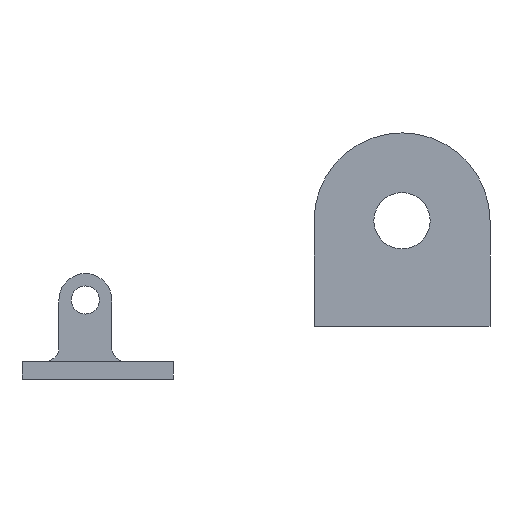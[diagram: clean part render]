
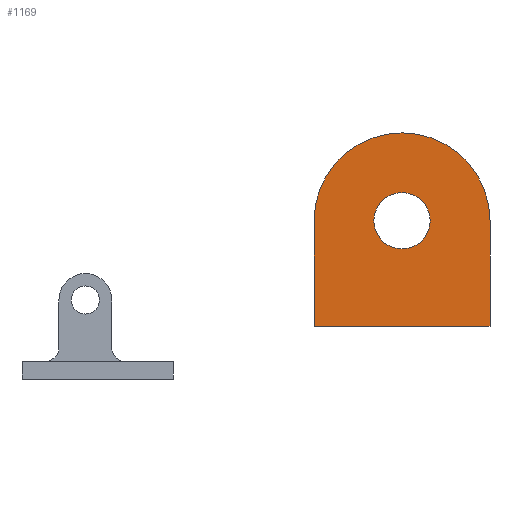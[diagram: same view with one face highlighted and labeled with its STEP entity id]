
A CAD part, left-side view. The second image highlights one B-rep face of the part: STEP entity #1169.
In plain terms, the highlighted planar face has unit normal (-1, 0, 0).
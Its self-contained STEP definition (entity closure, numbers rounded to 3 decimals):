
#45 = CARTESIAN_POINT ( 'NONE',  ( 1865., -1600., 250. ) ) ;
#61 = ORIENTED_EDGE ( 'NONE', *, *, #773, .T. ) ;
#121 = AXIS2_PLACEMENT_3D ( 'NONE', #636, #645, #1181 ) ;
#129 = EDGE_CURVE ( 'NONE', #543, #356, #286, .T. ) ;
#144 = CARTESIAN_POINT ( 'NONE',  ( 1865., -1600., 330. ) ) ;
#197 = FACE_OUTER_BOUND ( 'NONE', #1261, .T. ) ;
#200 = DIRECTION ( 'NONE',  ( 0., 0., -1. ) ) ;
#209 = CARTESIAN_POINT ( 'NONE',  ( 1865., -1850., -50. ) ) ;
#245 = VERTEX_POINT ( 'NONE', #1249 ) ;
#286 = CIRCLE ( 'NONE', #1287, 250. ) ;
#294 = CARTESIAN_POINT ( 'NONE',  ( 1865., -1200., -50. ) ) ;
#295 = VERTEX_POINT ( 'NONE', #144 ) ;
#346 = LINE ( 'NONE', #1428, #1210 ) ;
#356 = VERTEX_POINT ( 'NONE', #1511 ) ;
#375 = CARTESIAN_POINT ( 'NONE',  ( 1865., -1600., 250. ) ) ;
#467 = DIRECTION ( 'NONE',  ( -1., 0., 0. ) ) ;
#488 = VECTOR ( 'NONE', #1224, 1000. ) ;
#543 = VERTEX_POINT ( 'NONE', #1607 ) ;
#575 = FACE_BOUND ( 'NONE', #1160, .T. ) ;
#636 = CARTESIAN_POINT ( 'NONE',  ( 1865., -1600., 250. ) ) ;
#645 = DIRECTION ( 'NONE',  ( 1., 0., 0. ) ) ;
#685 = CARTESIAN_POINT ( 'NONE',  ( 1865., -1350., 250. ) ) ;
#714 = DIRECTION ( 'NONE',  ( 0., 0., -1. ) ) ;
#773 = EDGE_CURVE ( 'NONE', #295, #1165, #1500, .T. ) ;
#780 = AXIS2_PLACEMENT_3D ( 'NONE', #1419, #1562, #714 ) ;
#807 = VERTEX_POINT ( 'NONE', #209 ) ;
#815 = LINE ( 'NONE', #294, #1250 ) ;
#836 = DIRECTION ( 'NONE',  ( 0., -1., 0. ) ) ;
#865 = EDGE_CURVE ( 'NONE', #543, #807, #346, .T. ) ;
#866 = CARTESIAN_POINT ( 'NONE',  ( 1865., -1600., 170. ) ) ;
#979 = LINE ( 'NONE', #685, #488 ) ;
#1012 = DIRECTION ( 'NONE',  ( 0., -1., 0. ) ) ;
#1041 = ORIENTED_EDGE ( 'NONE', *, *, #865, .F. ) ;
#1105 = EDGE_CURVE ( 'NONE', #356, #245, #979, .T. ) ;
#1107 = ORIENTED_EDGE ( 'NONE', *, *, #1105, .T. ) ;
#1112 = AXIS2_PLACEMENT_3D ( 'NONE', #45, #467, #1012 ) ;
#1160 = EDGE_LOOP ( 'NONE', ( #1449, #61 ) ) ;
#1165 = VERTEX_POINT ( 'NONE', #866 ) ;
#1169 = ADVANCED_FACE ( 'NONE', ( #197, #575 ), #1544, .T. ) ;
#1181 = DIRECTION ( 'NONE',  ( 0., 0., -1. ) ) ;
#1192 = DIRECTION ( 'NONE',  ( -1., 0., 0. ) ) ;
#1210 = VECTOR ( 'NONE', #200, 1000. ) ;
#1224 = DIRECTION ( 'NONE',  ( 0., 0., -1. ) ) ;
#1226 = CIRCLE ( 'NONE', #121, 80. ) ;
#1249 = CARTESIAN_POINT ( 'NONE',  ( 1865., -1350., -50. ) ) ;
#1250 = VECTOR ( 'NONE', #836, 1000. ) ;
#1261 = EDGE_LOOP ( 'NONE', ( #1041, #1482, #1107, #1391 ) ) ;
#1287 = AXIS2_PLACEMENT_3D ( 'NONE', #375, #1192, #1752 ) ;
#1294 = EDGE_CURVE ( 'NONE', #1165, #295, #1226, .T. ) ;
#1391 = ORIENTED_EDGE ( 'NONE', *, *, #1427, .T. ) ;
#1419 = CARTESIAN_POINT ( 'NONE',  ( 1865., -1600., 250. ) ) ;
#1427 = EDGE_CURVE ( 'NONE', #245, #807, #815, .T. ) ;
#1428 = CARTESIAN_POINT ( 'NONE',  ( 1865., -1850., -50. ) ) ;
#1449 = ORIENTED_EDGE ( 'NONE', *, *, #1294, .T. ) ;
#1482 = ORIENTED_EDGE ( 'NONE', *, *, #129, .T. ) ;
#1500 = CIRCLE ( 'NONE', #780, 80. ) ;
#1511 = CARTESIAN_POINT ( 'NONE',  ( 1865., -1350., 250. ) ) ;
#1544 = PLANE ( 'NONE',  #1112 ) ;
#1562 = DIRECTION ( 'NONE',  ( 1., 0., 0. ) ) ;
#1607 = CARTESIAN_POINT ( 'NONE',  ( 1865., -1850., 250. ) ) ;
#1752 = DIRECTION ( 'NONE',  ( 0., -1., 0. ) ) ;
